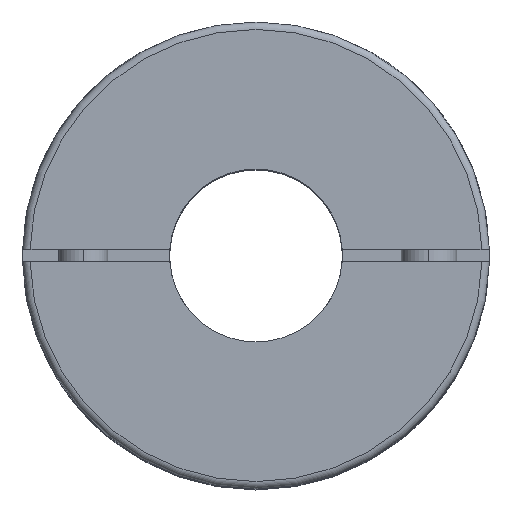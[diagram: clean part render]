
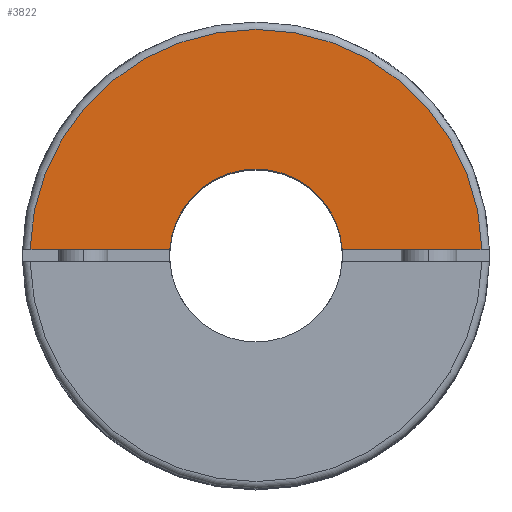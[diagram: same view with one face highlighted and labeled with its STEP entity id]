
A CAD part, top view. The second image highlights one B-rep face of the part: STEP entity #3822.
In plain terms, the highlighted planar face has unit normal (0, 0, 1).
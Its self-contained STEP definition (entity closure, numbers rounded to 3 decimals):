
#2 = CARTESIAN_POINT ( 'NONE',  ( 6.982, 0.5, 0. ) ) ;
#75 = EDGE_CURVE ( 'NONE', #3450, #4438, #977, .T. ) ;
#92 = AXIS2_PLACEMENT_3D ( 'NONE', #1985, #4989, #2769 ) ;
#122 = EDGE_CURVE ( 'NONE', #1611, #3450, #1246, .T. ) ;
#192 = ORIENTED_EDGE ( 'NONE', *, *, #640, .T. ) ;
#288 = FACE_OUTER_BOUND ( 'NONE', #2103, .T. ) ;
#457 = AXIS2_PLACEMENT_3D ( 'NONE', #792, #1745, #3767 ) ;
#640 = EDGE_CURVE ( 'NONE', #1611, #5470, #5262, .T. ) ;
#672 = PLANE ( 'NONE',  #92 ) ;
#792 = CARTESIAN_POINT ( 'NONE',  ( 0., 0., 0. ) ) ;
#799 = CARTESIAN_POINT ( 'NONE',  ( -6.982, 0.5, 0. ) ) ;
#880 = AXIS2_PLACEMENT_3D ( 'NONE', #2965, #4675, #2545 ) ;
#977 = CIRCLE ( 'NONE', #457, 18.3 ) ;
#1246 = LINE ( 'NONE', #1306, #2767 ) ;
#1306 = CARTESIAN_POINT ( 'NONE',  ( 18.9, 0.5, 0. ) ) ;
#1530 = EDGE_CURVE ( 'NONE', #4438, #5470, #2258, .T. ) ;
#1569 = CARTESIAN_POINT ( 'NONE',  ( 18.293, 0.5, 0. ) ) ;
#1611 = VERTEX_POINT ( 'NONE', #799 ) ;
#1630 = DIRECTION ( 'NONE',  ( -1., 0., 0. ) ) ;
#1714 = ORIENTED_EDGE ( 'NONE', *, *, #75, .F. ) ;
#1745 = DIRECTION ( 'NONE',  ( 0., 0., -1. ) ) ;
#1798 = ORIENTED_EDGE ( 'NONE', *, *, #122, .F. ) ;
#1985 = CARTESIAN_POINT ( 'NONE',  ( 0., 18.3, 0. ) ) ;
#2103 = EDGE_LOOP ( 'NONE', ( #4709, #1714, #1798, #192 ) ) ;
#2258 = LINE ( 'NONE', #5179, #3572 ) ;
#2545 = DIRECTION ( 'NONE',  ( -1., 0., 0. ) ) ;
#2767 = VECTOR ( 'NONE', #1630, 1000. ) ;
#2769 = DIRECTION ( 'NONE',  ( 1., 0., 0. ) ) ;
#2965 = CARTESIAN_POINT ( 'NONE',  ( 0., 0., 0. ) ) ;
#3450 = VERTEX_POINT ( 'NONE', #4528 ) ;
#3519 = DIRECTION ( 'NONE',  ( -1., 0., 0. ) ) ;
#3572 = VECTOR ( 'NONE', #3519, 1000. ) ;
#3767 = DIRECTION ( 'NONE',  ( -1., 0., 0. ) ) ;
#3822 = ADVANCED_FACE ( 'NONE', ( #288 ), #672, .T. ) ;
#4438 = VERTEX_POINT ( 'NONE', #1569 ) ;
#4528 = CARTESIAN_POINT ( 'NONE',  ( -18.293, 0.5, 0. ) ) ;
#4675 = DIRECTION ( 'NONE',  ( 0., 0., -1. ) ) ;
#4709 = ORIENTED_EDGE ( 'NONE', *, *, #1530, .F. ) ;
#4989 = DIRECTION ( 'NONE',  ( 0., 0., 1. ) ) ;
#5179 = CARTESIAN_POINT ( 'NONE',  ( 18.9, 0.5, 0. ) ) ;
#5262 = CIRCLE ( 'NONE', #880, 7. ) ;
#5470 = VERTEX_POINT ( 'NONE', #2 ) ;
